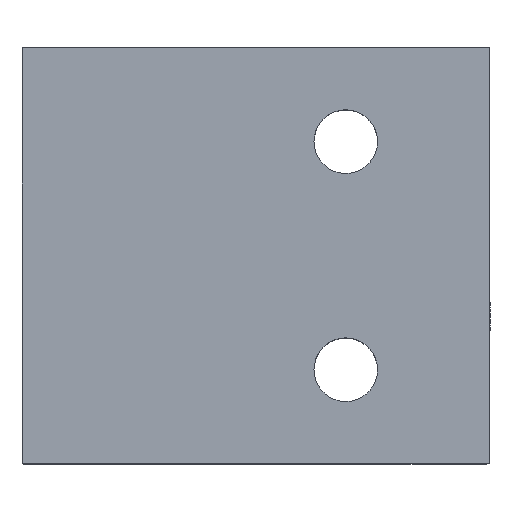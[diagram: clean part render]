
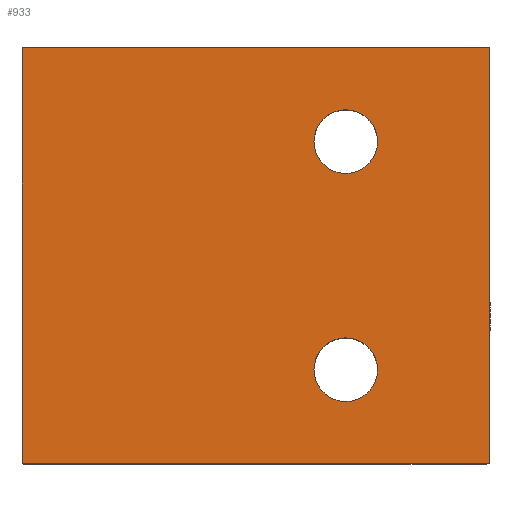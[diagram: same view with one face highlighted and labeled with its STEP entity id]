
A CAD part, top view. The second image highlights one B-rep face of the part: STEP entity #933.
In plain terms, the highlighted planar face has unit normal (0, 0, 1).
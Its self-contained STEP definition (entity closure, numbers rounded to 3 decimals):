
#48=LINE('',#1510,#119);
#73=LINE('',#1642,#144);
#82=LINE('',#1657,#153);
#83=LINE('',#1659,#154);
#119=VECTOR('',#1189,10.);
#144=VECTOR('',#1290,10.);
#153=VECTOR('',#1305,10.);
#154=VECTOR('',#1308,10.);
#213=FACE_BOUND('',#355,.T.);
#214=FACE_BOUND('',#356,.T.);
#239=PLANE('',#1086);
#286=FACE_OUTER_BOUND('',#354,.T.);
#354=EDGE_LOOP('',(#792,#793,#794,#795));
#355=EDGE_LOOP('',(#796));
#356=EDGE_LOOP('',(#797));
#393=CIRCLE('',#1050,8.647);
#395=CIRCLE('',#1053,8.647);
#440=VERTEX_POINT('',#1507);
#441=VERTEX_POINT('',#1509);
#447=VERTEX_POINT('',#1562);
#449=VERTEX_POINT('',#1568);
#474=VERTEX_POINT('',#1641);
#477=VERTEX_POINT('',#1655);
#532=EDGE_CURVE('',#440,#441,#48,.T.);
#542=EDGE_CURVE('',#447,#447,#393,.T.);
#545=EDGE_CURVE('',#449,#449,#395,.T.);
#579=EDGE_CURVE('',#441,#474,#73,.T.);
#588=EDGE_CURVE('',#477,#440,#82,.T.);
#589=EDGE_CURVE('',#474,#477,#83,.T.);
#792=ORIENTED_EDGE('',*,*,#589,.F.);
#793=ORIENTED_EDGE('',*,*,#579,.F.);
#794=ORIENTED_EDGE('',*,*,#532,.F.);
#795=ORIENTED_EDGE('',*,*,#588,.F.);
#796=ORIENTED_EDGE('',*,*,#542,.T.);
#797=ORIENTED_EDGE('',*,*,#545,.T.);
#933=ADVANCED_FACE('',(#286,#213,#214),#239,.T.);
#1050=AXIS2_PLACEMENT_3D('',#1564,#1208,#1209);
#1053=AXIS2_PLACEMENT_3D('',#1570,#1215,#1216);
#1086=AXIS2_PLACEMENT_3D('',#1661,#1311,#1312);
#1189=DIRECTION('',(0.,1.,0.));
#1208=DIRECTION('center_axis',(0.,0.,-1.));
#1209=DIRECTION('ref_axis',(-1.,0.,0.));
#1215=DIRECTION('center_axis',(0.,0.,-1.));
#1216=DIRECTION('ref_axis',(-1.,0.,0.));
#1290=DIRECTION('',(1.,0.,0.));
#1305=DIRECTION('',(-1.,0.,0.));
#1308=DIRECTION('',(0.,-1.,0.));
#1311=DIRECTION('center_axis',(0.,0.,1.));
#1312=DIRECTION('ref_axis',(1.,0.,0.));
#1507=CARTESIAN_POINT('',(-63.75,-56.5,57.5));
#1509=CARTESIAN_POINT('',(-63.75,56.5,57.5));
#1510=CARTESIAN_POINT('',(-63.75,56.5,57.5));
#1562=CARTESIAN_POINT('',(32.897,31.,57.5));
#1564=CARTESIAN_POINT('Origin',(24.25,31.,57.5));
#1568=CARTESIAN_POINT('',(32.897,-31.,57.5));
#1570=CARTESIAN_POINT('Origin',(24.25,-31.,57.5));
#1641=CARTESIAN_POINT('',(63.25,56.5,57.5));
#1642=CARTESIAN_POINT('',(-63.25,56.5,57.5));
#1655=CARTESIAN_POINT('',(63.25,-56.5,57.5));
#1657=CARTESIAN_POINT('',(-63.25,-56.5,57.5));
#1659=CARTESIAN_POINT('',(63.25,56.5,57.5));
#1661=CARTESIAN_POINT('Origin',(0.,0.,
57.5));
